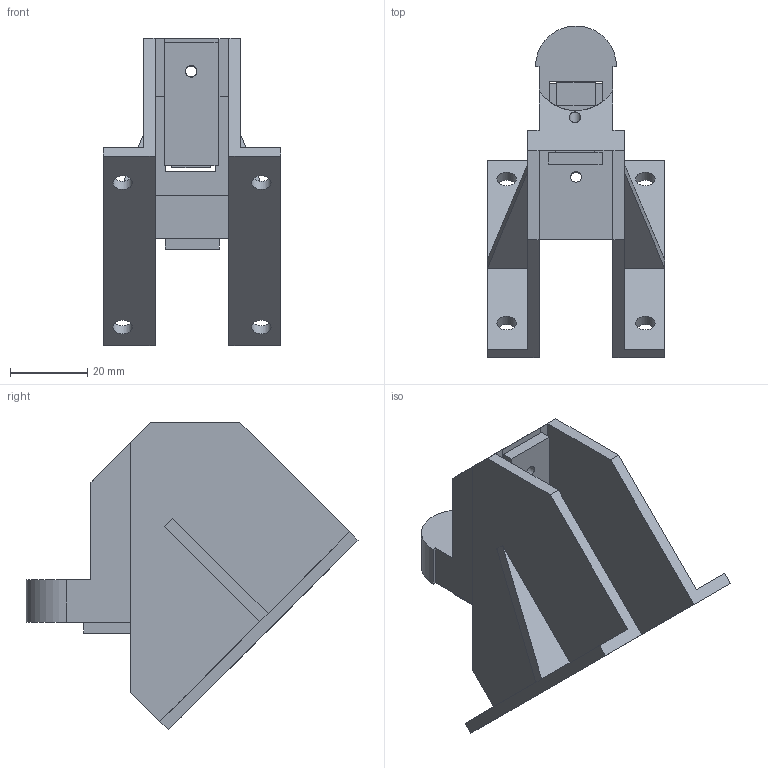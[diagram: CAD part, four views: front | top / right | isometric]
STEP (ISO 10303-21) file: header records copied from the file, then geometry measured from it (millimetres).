
FILE_DESCRIPTION(/* description */ (''),/* implementation_level */ '2;1');
FILE_NAME(/* name */ 'Auflage v7.step',/* time_stamp */ '2021-11-18T12:03:46+01:00',/* author */ (''),/* organization */ (''),/* preprocessor_version */ 'ST-DEVELOPER v18.1',/* originating_system */ 'Autodesk Translation Framework v10.10.0.1391',/* authorisation */ '');
FILE_SCHEMA (('AUTOMOTIVE_DESIGN { 1 0 10303 214 3 1 1 }'));
Length unit declared in the file: millimetre
Products named in the file (2): Auflage; Abstandssensor
Assembly tree (2 placements, depth 2):
  Auflage
    Abstandssensor  x2
Bounding box: 46 x 86.14 x 79.9 mm (x, y, z)
Volume: 42883.9 mm3; surface area: 25302 mm2
Topology: 3 solids, 3 shells, 87 faces, 232 edges, 150 vertices
Faces by surface type: plane 77, cylinder 10
Full cylindrical faces by diameter (mm): 2.8 x2, 3 x2, 5 x4
Entity records: 2390 total; most frequent: CARTESIAN_POINT 409, ORIENTED_EDGE 402, DIRECTION 380, EDGE_CURVE 201, LINE 178, VECTOR 178, VERTEX_POINT 130, AXIS2_PLACEMENT_3D 101
